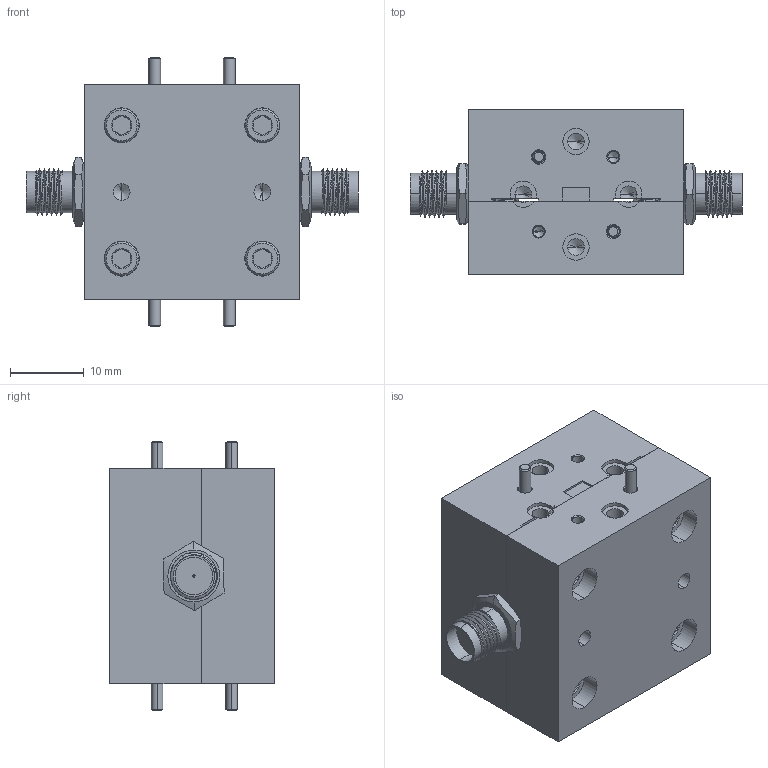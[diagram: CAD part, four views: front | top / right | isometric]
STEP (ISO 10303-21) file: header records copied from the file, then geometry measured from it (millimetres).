
FILE_DESCRIPTION (( 'STEP AP203' ), '1' );
FILE_NAME ('SFQ-59361311-1515SF-N1.STEP', '2020-01-29T00:19:34', ( '' ), ( '' ), 'SwSTEP 2.0', 'SolidWorks 2020', '' );
FILE_SCHEMA (( 'CONFIG_CONTROL_DESIGN' ));
Length unit declared in the file: inch
Products named in the file (1): SFQ-59361311-1515SF-N1
Bounding box: 44.96 x 22.35 x 36.45 mm (x, y, z)
Surface area: 11487.5 mm2 (no closed solid volume)
Topology: 0 solids, 19 shells, 1083 faces, 2876 edges, 1832 vertices
Faces by surface type: cylinder 550, plane 274, cone 206, bspline 53
Entity records: 50099 total; most frequent: CARTESIAN_POINT 25873, ORIENTED_EDGE 5620, DIRECTION 4474, EDGE_CURVE 2816, VERTEX_POINT 1832, AXIS2_PLACEMENT_3D 1637, LINE 1200, VECTOR 1200
